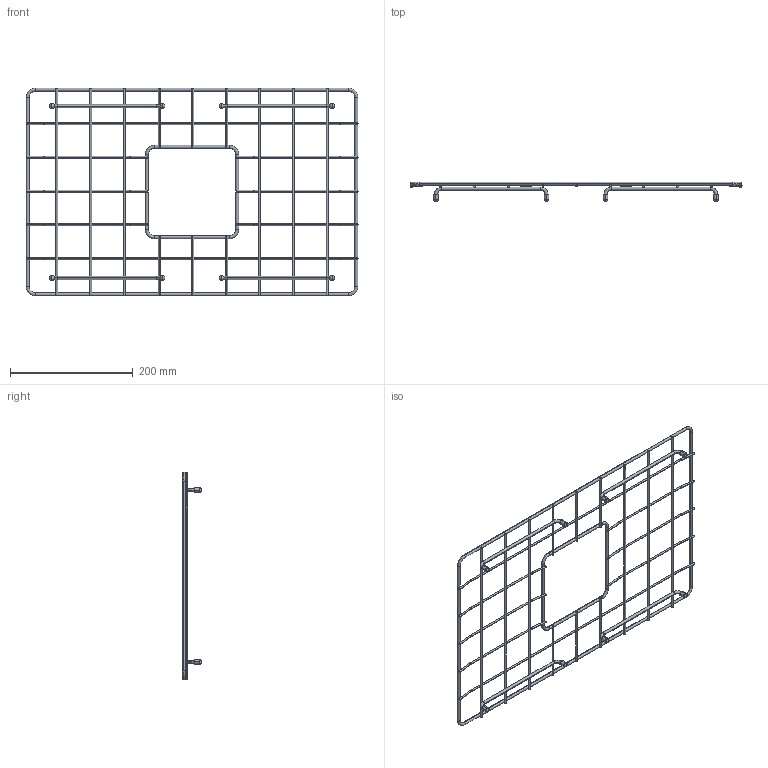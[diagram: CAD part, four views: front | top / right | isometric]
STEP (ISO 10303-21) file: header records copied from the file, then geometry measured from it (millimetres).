
FILE_DESCRIPTION((''),'2;1');
FILE_NAME('2300-2058_ASM','2021-12-17T',('timv'),(''),'CREO PARAMETRIC BY PTC INC, 2015080','CREO PARAMETRIC BY PTC INC, 2015080','');
FILE_SCHEMA(('CONFIG_CONTROL_DESIGN'));
Length unit declared in the file: millimetre
Products named in the file (9): 2300-2058-01; 2300-2058-03; 2300-2058-04; 2300-2058-05; 2300-2058-07; GL-180; GLF-100; 2300-2057-02; 2300-2058_ASM
Assembly tree (34 placements, depth 2):
  2300-2058_ASM
    2300-2058-01
    2300-2058-03  x2
    2300-2058-04  x6
    2300-2058-05  x6
    2300-2058-07  x6
    GL-180  x4
    GLF-100  x8
    2300-2057-02
Bounding box: 540.63 x 31.4 x 338 mm (x, y, z)
Volume: 94786.3 mm3; surface area: 97807.5 mm2
Topology: 34 solids, 34 shells, 304 faces, 560 edges, 312 vertices
Faces by surface type: cylinder 112, torus 64, plane 64, cone 48, sphere 16
Entity records: 2555 total; most frequent: DIRECTION 534, CARTESIAN_POINT 376, ORIENTED_EDGE 320, AXIS2_PLACEMENT_3D 245, EDGE_CURVE 160, CIRCLE 116, VERTEX_POINT 87, EDGE_LOOP 87
